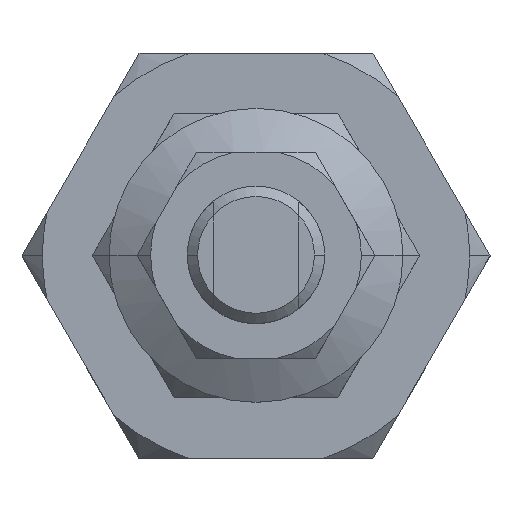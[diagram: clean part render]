
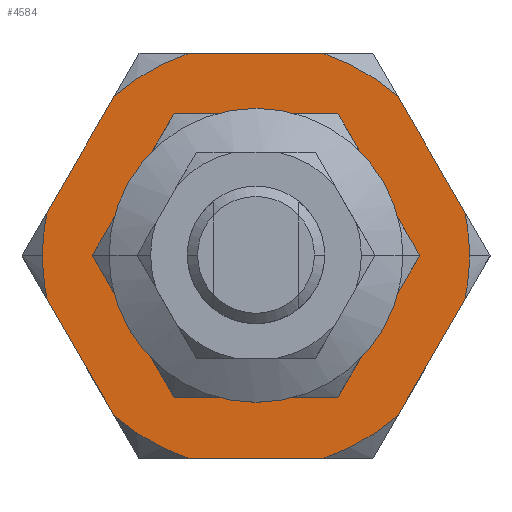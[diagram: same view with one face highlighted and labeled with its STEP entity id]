
A CAD part, top view. The second image highlights one B-rep face of the part: STEP entity #4584.
In plain terms, the highlighted planar face has unit normal (0, 0, 1).
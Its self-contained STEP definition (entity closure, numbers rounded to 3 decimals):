
#3460=CARTESIAN_POINT('',(342.471,-52.6,122.525));
#3461=VERTEX_POINT('',#3460);
#3477=CARTESIAN_POINT('',(381.471,-52.6,122.525));
#3478=VERTEX_POINT('',#3477);
#3485=CARTESIAN_POINT('',(361.971,-52.6,122.525));
#3486=DIRECTION('',(0.0,0.0,-1.0));
#3487=DIRECTION('',(-1.0,0.0,0.0));
#3488=AXIS2_PLACEMENT_3D('',#3485,#3486,#3487);
#3489=CIRCLE('',#3488,19.5);
#3490=EDGE_CURVE('',#3461,#3478,#3489,.T.);
#3500=CARTESIAN_POINT('',(393.035,-52.6,122.525));
#3501=VERTEX_POINT('',#3500);
#3510=CARTESIAN_POINT('',(392.384,-58.922,122.525));
#3511=VERTEX_POINT('',#3510);
#3512=CARTESIAN_POINT('',(361.971,-52.6,122.525));
#3513=DIRECTION('',(0.0,0.0,1.0));
#3514=DIRECTION('',(1.0,0.0,0.0));
#3515=AXIS2_PLACEMENT_3D('',#3512,#3513,#3514);
#3516=CIRCLE('',#3515,31.064);
#3517=EDGE_CURVE('',#3511,#3501,#3516,.T.);
#3542=CARTESIAN_POINT('',(330.907,-52.6,122.525));
#3543=VERTEX_POINT('',#3542);
#3550=CARTESIAN_POINT('',(331.557,-58.922,122.525));
#3551=VERTEX_POINT('',#3550);
#3565=CARTESIAN_POINT('',(361.971,-52.6,122.525));
#3566=DIRECTION('',(0.0,0.0,1.0));
#3567=DIRECTION('',(1.0,0.0,0.0));
#3568=AXIS2_PLACEMENT_3D('',#3565,#3566,#3567);
#3569=CIRCLE('',#3568,31.064);
#3570=EDGE_CURVE('',#3543,#3551,#3569,.T.);
#4079=CARTESIAN_POINT('',(331.557,-46.278,122.525));
#4080=VERTEX_POINT('',#4079);
#4081=CARTESIAN_POINT('',(361.971,-52.6,122.525));
#4082=DIRECTION('',(0.0,0.0,1.0));
#4083=DIRECTION('',(1.0,0.0,0.0));
#4084=AXIS2_PLACEMENT_3D('',#4081,#4082,#4083);
#4085=CIRCLE('',#4084,31.064);
#4086=EDGE_CURVE('',#4080,#3543,#4085,.T.);
#4109=CARTESIAN_POINT('',(352.239,-82.1,122.525));
#4110=VERTEX_POINT('',#4109);
#4126=CARTESIAN_POINT('',(341.289,-75.778,122.525));
#4127=VERTEX_POINT('',#4126);
#4128=CARTESIAN_POINT('',(361.971,-52.6,122.525));
#4129=DIRECTION('',(0.0,0.0,1.0));
#4130=DIRECTION('',(1.0,0.0,0.0));
#4131=AXIS2_PLACEMENT_3D('',#4128,#4129,#4130);
#4132=CIRCLE('',#4131,31.064);
#4133=EDGE_CURVE('',#4127,#4110,#4132,.T.);
#4158=CARTESIAN_POINT('',(352.239,-23.1,122.525));
#4159=VERTEX_POINT('',#4158);
#4173=CARTESIAN_POINT('',(341.289,-29.422,122.525));
#4174=VERTEX_POINT('',#4173);
#4188=CARTESIAN_POINT('',(361.971,-52.6,122.525));
#4189=DIRECTION('',(0.0,0.0,1.0));
#4190=DIRECTION('',(1.0,0.0,0.0));
#4191=AXIS2_PLACEMENT_3D('',#4188,#4189,#4190);
#4192=CIRCLE('',#4191,31.064);
#4193=EDGE_CURVE('',#4159,#4174,#4192,.T.);
#4205=CARTESIAN_POINT('',(382.653,-29.422,122.525));
#4206=VERTEX_POINT('',#4205);
#4220=CARTESIAN_POINT('',(371.702,-23.1,122.525));
#4221=VERTEX_POINT('',#4220);
#4235=CARTESIAN_POINT('',(361.971,-52.6,122.525));
#4236=DIRECTION('',(0.0,0.0,1.0));
#4237=DIRECTION('',(1.0,0.0,0.0));
#4238=AXIS2_PLACEMENT_3D('',#4235,#4236,#4237);
#4239=CIRCLE('',#4238,31.064);
#4240=EDGE_CURVE('',#4206,#4221,#4239,.T.);
#4250=CARTESIAN_POINT('',(382.653,-75.778,122.525));
#4251=VERTEX_POINT('',#4250);
#4267=CARTESIAN_POINT('',(371.702,-82.1,122.525));
#4268=VERTEX_POINT('',#4267);
#4269=CARTESIAN_POINT('',(361.971,-52.6,122.525));
#4270=DIRECTION('',(0.0,0.0,1.0));
#4271=DIRECTION('',(1.0,0.0,0.0));
#4272=AXIS2_PLACEMENT_3D('',#4269,#4270,#4271);
#4273=CIRCLE('',#4272,31.064);
#4274=EDGE_CURVE('',#4268,#4251,#4273,.T.);
#4298=CARTESIAN_POINT('',(392.384,-46.278,122.525));
#4299=VERTEX_POINT('',#4298);
#4313=CARTESIAN_POINT('',(361.971,-52.6,122.525));
#4314=DIRECTION('',(0.0,0.0,1.0));
#4315=DIRECTION('',(1.0,0.0,0.0));
#4316=AXIS2_PLACEMENT_3D('',#4313,#4314,#4315);
#4317=CIRCLE('',#4316,31.064);
#4318=EDGE_CURVE('',#3501,#4299,#4317,.T.);
#4400=CARTESIAN_POINT('',(382.653,-29.422,122.525));
#4401=DIRECTION('',(0.5,-0.866,0.0));
#4402=VECTOR('',#4401,19.463);
#4403=LINE('',#4400,#4402);
#4404=EDGE_CURVE('',#4206,#4299,#4403,.T.);
#4431=CARTESIAN_POINT('',(352.239,-23.1,122.525));
#4432=DIRECTION('',(1.0,0.0,0.0));
#4433=VECTOR('',#4432,19.463);
#4434=LINE('',#4431,#4433);
#4435=EDGE_CURVE('',#4159,#4221,#4434,.T.);
#4457=CARTESIAN_POINT('',(331.557,-46.278,122.525));
#4458=DIRECTION('',(0.5,0.866,0.0));
#4459=VECTOR('',#4458,19.463);
#4460=LINE('',#4457,#4459);
#4461=EDGE_CURVE('',#4080,#4174,#4460,.T.);
#4474=CARTESIAN_POINT('',(361.971,-52.6,122.525));
#4475=DIRECTION('',(0.0,0.0,-1.0));
#4476=DIRECTION('',(-1.0,0.0,0.0));
#4477=AXIS2_PLACEMENT_3D('',#4474,#4475,#4476);
#4478=CIRCLE('',#4477,19.5);
#4479=EDGE_CURVE('',#3478,#3461,#4478,.T.);
#4494=CARTESIAN_POINT('',(392.384,-58.922,122.525));
#4495=DIRECTION('',(-0.5,-0.866,0.0));
#4496=VECTOR('',#4495,19.463);
#4497=LINE('',#4494,#4496);
#4498=EDGE_CURVE('',#3511,#4251,#4497,.T.);
#4520=CARTESIAN_POINT('',(371.702,-82.1,122.525));
#4521=DIRECTION('',(-1.0,0.0,0.0));
#4522=VECTOR('',#4521,19.463);
#4523=LINE('',#4520,#4522);
#4524=EDGE_CURVE('',#4268,#4110,#4523,.T.);
#4546=CARTESIAN_POINT('',(341.289,-75.778,122.525));
#4547=DIRECTION('',(-0.5,0.866,0.0));
#4548=VECTOR('',#4547,19.463);
#4549=LINE('',#4546,#4548);
#4550=EDGE_CURVE('',#4127,#3551,#4549,.T.);
#4559=CARTESIAN_POINT('',(344.939,-23.1,122.525));
#4560=DIRECTION('',(0.0,0.0,-1.0));
#4561=DIRECTION('',(-1.0,0.0,0.0));
#4562=AXIS2_PLACEMENT_3D('',#4559,#4560,#4561);
#4563=PLANE('',#4562);
#4564=ORIENTED_EDGE('',*,*,#3517,.T.);
#4565=ORIENTED_EDGE('',*,*,#4318,.T.);
#4566=ORIENTED_EDGE('',*,*,#4404,.F.);
#4567=ORIENTED_EDGE('',*,*,#4240,.T.);
#4568=ORIENTED_EDGE('',*,*,#4435,.F.);
#4569=ORIENTED_EDGE('',*,*,#4193,.T.);
#4570=ORIENTED_EDGE('',*,*,#4461,.F.);
#4571=ORIENTED_EDGE('',*,*,#4086,.T.);
#4572=ORIENTED_EDGE('',*,*,#3570,.T.);
#4573=ORIENTED_EDGE('',*,*,#4550,.F.);
#4574=ORIENTED_EDGE('',*,*,#4133,.T.);
#4575=ORIENTED_EDGE('',*,*,#4524,.F.);
#4576=ORIENTED_EDGE('',*,*,#4274,.T.);
#4577=ORIENTED_EDGE('',*,*,#4498,.F.);
#4578=EDGE_LOOP('',(#4564,#4565,#4566,#4567,#4568,#4569,#4570,#4571,#4572,#4573,#4574,#4575,#4576,#4577));
#4579=FACE_OUTER_BOUND('',#4578,.T.);
#4580=ORIENTED_EDGE('',*,*,#3490,.T.);
#4581=ORIENTED_EDGE('',*,*,#4479,.T.);
#4582=EDGE_LOOP('',(#4580,#4581));
#4583=FACE_BOUND('',#4582,.T.);
#4584=ADVANCED_FACE('',(#4579,#4583),#4563,.F.);
